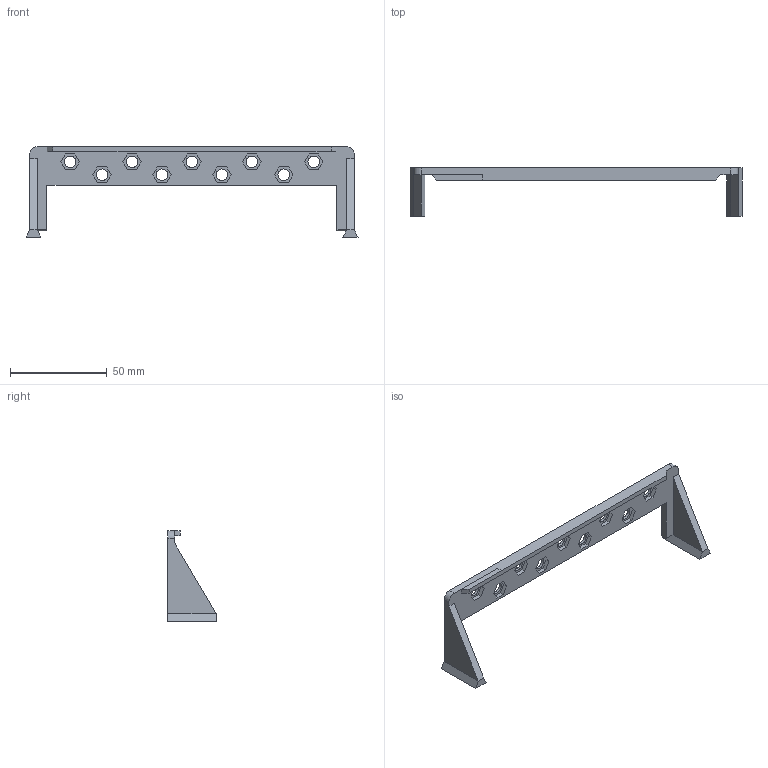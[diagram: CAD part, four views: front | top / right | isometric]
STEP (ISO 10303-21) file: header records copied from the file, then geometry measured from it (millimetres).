
FILE_DESCRIPTION(('HOOPS Exchange Step'),'2;1');
FILE_NAME('temp_export','2021-02-16T17:14:16+01:00',('mobile'),('Shapr3D Limited'),'HOOPS Exchange 2020.2','Shapr3D','Authorized');
FILE_SCHEMA( ('AP203_CONFIGURATION_CONTROLLED_3D_DESIGN_OF_MECHANICAL_PARTS_AND_ASSEMBLIES_MIM_LF') );
Length unit declared in the file: millimetre
Products named in the file (2): 0; EE0183E6-BA2F-4276-9982-52152391204E.tmp
Assembly tree (1 placements, depth 2):
  EE0183E6-BA2F-4276-9982-52152391204E.tmp
    0
Bounding box: 171.75 x 25 x 46.8 mm (x, y, z)
Volume: 17044.3 mm3; surface area: 12778.4 mm2
Topology: 1 solids, 1 shells, 113 faces, 324 edges, 222 vertices
Faces by surface type: plane 97, cylinder 16
Full cylindrical faces by diameter (mm): 6 x9
Entity records: 3795 total; most frequent: CARTESIAN_POINT 662, ORIENTED_EDGE 648, DIRECTION 609, EDGE_CURVE 324, VECTOR 271, LINE 271, VERTEX_POINT 222, AXIS2_PLACEMENT_3D 169
